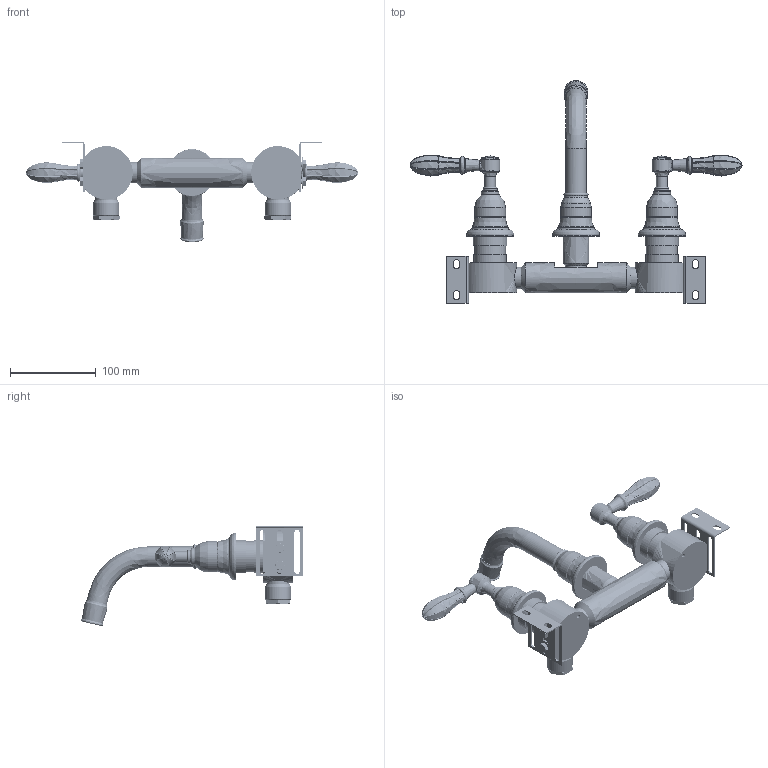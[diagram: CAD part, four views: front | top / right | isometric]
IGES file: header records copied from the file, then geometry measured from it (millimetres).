
Global section: file name: V2K17-GB; native system: Autodesk Inventor 2018; preprocessor: unknown; author: adaniels; date: 20180328.111222; units: millimetre
Bounding box: 386.4 x 259.47 x 116.91 mm (x, y, z)
Volume: 625226 mm3; surface area: 287026.9 mm2
Topology: 72 solids, 73 shells, 5609 faces, 15830 edges, 10374 vertices
Faces by surface type: bspline 5609
